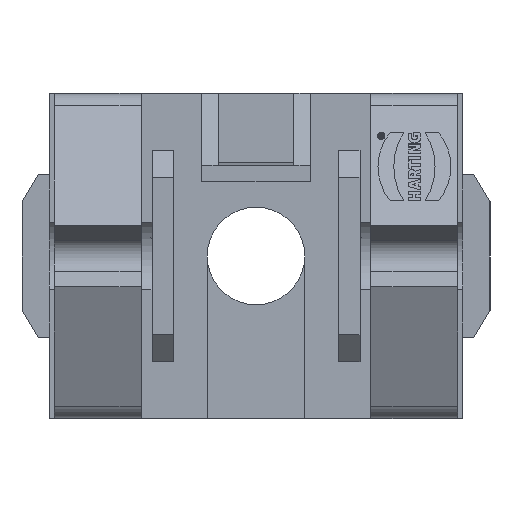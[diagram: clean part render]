
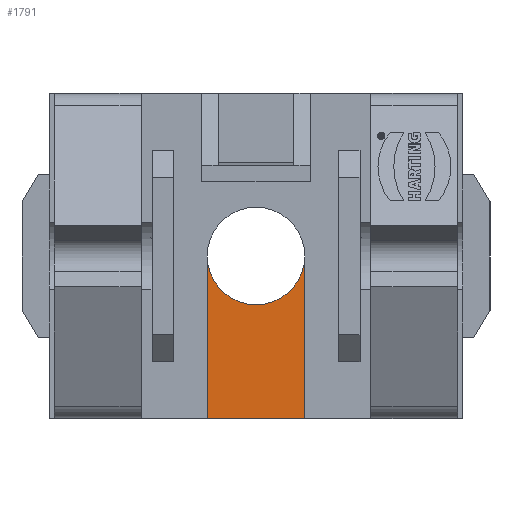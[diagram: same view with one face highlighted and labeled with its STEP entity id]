
A CAD part, left-side view. The second image highlights one B-rep face of the part: STEP entity #1791.
In plain terms, the highlighted planar face has unit normal (-1, 0, 0).
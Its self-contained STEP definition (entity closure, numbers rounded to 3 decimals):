
#1360=FACE_OUTER_BOUND('',#2945,.T.);
#1791=ADVANCED_FACE('',(#1360),#2266,.F.);
#2266=PLANE('',#10438);
#2630=CIRCLE('',#10437,4.5);
#2945=EDGE_LOOP('',(#3733,#3734,#3735,#3736));
#3733=ORIENTED_EDGE('',*,*,#6974,.T.);
#3734=ORIENTED_EDGE('',*,*,#6977,.F.);
#3735=ORIENTED_EDGE('',*,*,#6978,.F.);
#3736=ORIENTED_EDGE('',*,*,#6979,.T.);
#6112=VERTEX_POINT('',#13790);
#6113=VERTEX_POINT('',#13795);
#6115=VERTEX_POINT('',#13798);
#6117=VERTEX_POINT('',#13804);
#6974=EDGE_CURVE('',#6115,#6113,#8196,.T.);
#6977=EDGE_CURVE('',#6117,#6113,#8199,.T.);
#6978=EDGE_CURVE('',#6112,#6117,#8200,.T.);
#6979=EDGE_CURVE('',#6112,#6115,#2630,.T.);
#8196=LINE('',#13797,#9256);
#8199=LINE('',#13803,#9259);
#8200=LINE('',#13805,#9260);
#9256=VECTOR('',#11290,1.);
#9259=VECTOR('',#11295,1.);
#9260=VECTOR('',#11296,1.);
#10437=AXIS2_PLACEMENT_3D('',#13806,#11297,#11298);
#10438=AXIS2_PLACEMENT_3D('',#13807,#11299,#11300);
#11290=DIRECTION('',(0.,0.,-1.));
#11295=DIRECTION('',(0.,1.,0.));
#11296=DIRECTION('',(0.,0.,-1.));
#11297=DIRECTION('',(1.,0.,0.));
#11298=DIRECTION('',(0.,-1.,0.));
#11299=DIRECTION('',(1.,0.,0.));
#11300=DIRECTION('',(0.,-1.,0.));
#13790=CARTESIAN_POINT('',(-43.75,-4.5,-5.5));
#13795=CARTESIAN_POINT('',(-43.75,4.5,-20.5));
#13797=CARTESIAN_POINT('',(-43.75,4.5,-5.5));
#13798=CARTESIAN_POINT('',(-43.75,4.5,-5.5));
#13803=CARTESIAN_POINT('',(-43.75,-4.5,-20.5));
#13804=CARTESIAN_POINT('',(-43.75,-4.5,-20.5));
#13805=CARTESIAN_POINT('',(-43.75,-4.5,-5.5));
#13806=CARTESIAN_POINT('',(-43.75,0.,-5.5));
#13807=CARTESIAN_POINT('',(-43.75,4.725,-4.5));
